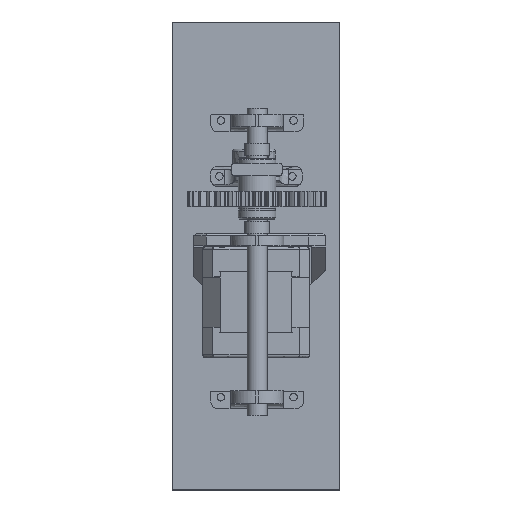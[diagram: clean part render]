
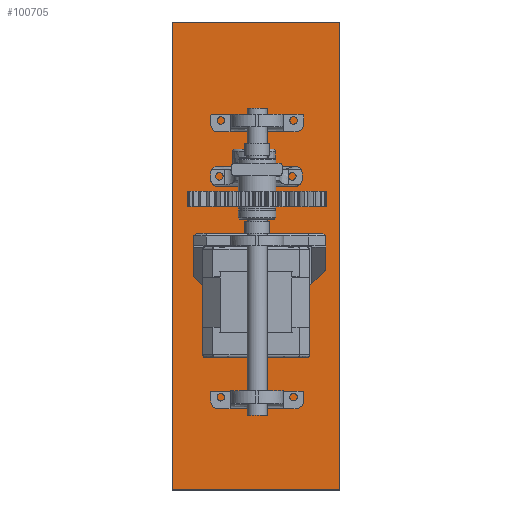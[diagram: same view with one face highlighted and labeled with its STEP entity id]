
A CAD part, top view. The second image highlights one B-rep face of the part: STEP entity #100705.
In plain terms, the highlighted free-form (B-spline) face has degree [1, 1] with [2, 2] control points.
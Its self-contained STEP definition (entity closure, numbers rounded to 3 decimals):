
#100585 = EDGE_CURVE('',#100586,#100588,#100590,.T.);
#100586 = VERTEX_POINT('',#100587);
#100587 = CARTESIAN_POINT('',(-32.774,106.561,
    1.807));
#100588 = VERTEX_POINT('',#100589);
#100589 = CARTESIAN_POINT('',(31.939,106.561,
    1.807));
#100590 = B_SPLINE_CURVE_WITH_KNOTS('',1,(#100591,#100592),
  .UNSPECIFIED.,.F.,.F.,(2,2),(0.,66.425),
  .PIECEWISE_BEZIER_KNOTS.);
#100591 = CARTESIAN_POINT('',(-32.774,106.561,
    1.807));
#100592 = CARTESIAN_POINT('',(31.939,106.561,
    1.807));
#100621 = EDGE_CURVE('',#100622,#100586,#100624,.T.);
#100622 = VERTEX_POINT('',#100623);
#100623 = CARTESIAN_POINT('',(-32.774,-74.707,
    1.807));
#100624 = B_SPLINE_CURVE_WITH_KNOTS('',1,(#100625,#100626),
  .UNSPECIFIED.,.F.,.F.,(2,2),(0.,186.064),
  .PIECEWISE_BEZIER_KNOTS.);
#100625 = CARTESIAN_POINT('',(-32.774,-74.707,
    1.807));
#100626 = CARTESIAN_POINT('',(-32.774,106.561,
    1.807));
#100649 = EDGE_CURVE('',#100650,#100622,#100652,.T.);
#100650 = VERTEX_POINT('',#100651);
#100651 = CARTESIAN_POINT('',(31.939,-74.707,
    1.807));
#100652 = B_SPLINE_CURVE_WITH_KNOTS('',1,(#100653,#100654),
  .UNSPECIFIED.,.F.,.F.,(2,2),(0.,66.425),
  .PIECEWISE_BEZIER_KNOTS.);
#100653 = CARTESIAN_POINT('',(31.939,-74.707,
    1.807));
#100654 = CARTESIAN_POINT('',(-32.774,-74.707,
    1.807));
#100677 = EDGE_CURVE('',#100588,#100650,#100678,.T.);
#100678 = B_SPLINE_CURVE_WITH_KNOTS('',1,(#100679,#100680),
  .UNSPECIFIED.,.F.,.F.,(2,2),(0.,186.064),
  .PIECEWISE_BEZIER_KNOTS.);
#100679 = CARTESIAN_POINT('',(31.939,106.561,
    1.807));
#100680 = CARTESIAN_POINT('',(31.939,-74.707,
    1.807));
#100705 = ADVANCED_FACE('',(#100706),#100712,.F.);
#100706 = FACE_BOUND('',#100707,.T.);
#100707 = EDGE_LOOP('',(#100708,#100709,#100710,#100711));
#100708 = ORIENTED_EDGE('',*,*,#100677,.F.);
#100709 = ORIENTED_EDGE('',*,*,#100585,.F.);
#100710 = ORIENTED_EDGE('',*,*,#100621,.F.);
#100711 = ORIENTED_EDGE('',*,*,#100649,.F.);
#100712 = B_SPLINE_SURFACE_WITH_KNOTS('',1,1,(
    (#100713,#100714)
    ,(#100715,#100716
    )),.UNSPECIFIED.,.F.,.F.,.F.,(2,2),(2,2),(-33.212,
    33.212),(-93.032,93.032),
  .PIECEWISE_BEZIER_KNOTS.);
#100713 = CARTESIAN_POINT('',(-32.774,106.561,
    1.807));
#100714 = CARTESIAN_POINT('',(-32.774,-74.707,
    1.807));
#100715 = CARTESIAN_POINT('',(31.939,106.561,
    1.807));
#100716 = CARTESIAN_POINT('',(31.939,-74.707,
    1.807));
